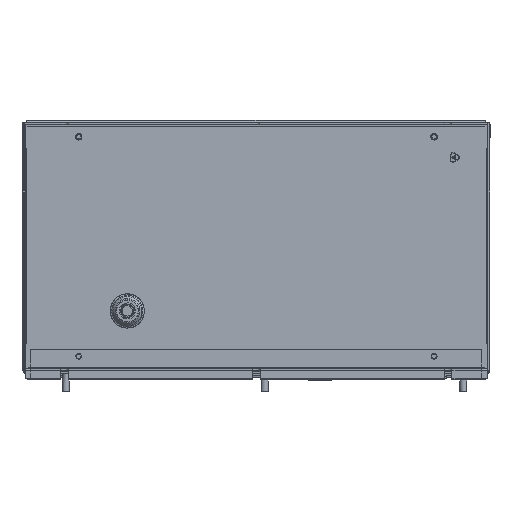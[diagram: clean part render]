
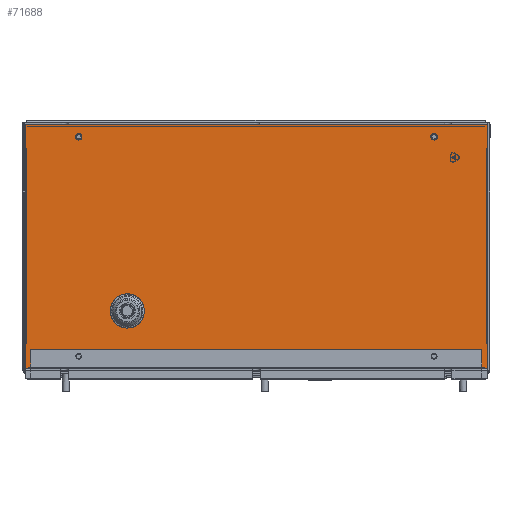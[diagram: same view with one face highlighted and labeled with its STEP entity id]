
A CAD part, front view. The second image highlights one B-rep face of the part: STEP entity #71688.
In plain terms, the highlighted free-form (B-spline) face has degree [1, 1] with [2, 2] control points.
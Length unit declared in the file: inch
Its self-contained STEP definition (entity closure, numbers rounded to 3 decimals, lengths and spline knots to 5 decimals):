
#69255=CARTESIAN_POINT('V4076',(-11.54682,
   4.61789,-8.534));
#69256=VERTEX_POINT('V4076',#69255);
#69262=CARTESIAN_POINT('E5820',(-11.54682,
   4.61789,-8.534));
#69263=CARTESIAN_POINT('E5820',(-11.54682,
   4.61789,-8.72279));
#69264=CARTESIAN_POINT('E5820',(-11.71032,
   4.61789,-8.6284));
#69265=CARTESIAN_POINT('E5820',(-11.87382,
   4.61789,-8.534));
#69266=CARTESIAN_POINT('E5820',(-11.71032,
   4.61789,-8.4396));
#69267=CARTESIAN_POINT('E5820',(-11.54682,
   4.61789,-8.34521));
#69268=CARTESIAN_POINT('E5820',(-11.54682,
   4.61789,-8.534));
#69276=(BOUNDED_CURVE()B_SPLINE_CURVE(2,(#69262,#69263,#69264,
   #69265,#69266,#69267,#69268),.CIRCULAR_ARC.,.T.,.U.)
   B_SPLINE_CURVE_WITH_KNOTS((3,2,2,3),(0.0,0.33333,
   0.66667,1.0),.UNSPECIFIED.)CURVE()
   GEOMETRIC_REPRESENTATION_ITEM()RATIONAL_B_SPLINE_CURVE((1.0,
   0.5,1.0,0.5,1.0,0.5,1.0)
   )REPRESENTATION_ITEM('E5820'));
#69277=EDGE_CURVE('E5820',#69256,#69256,#69276,.T.);
#69324=CARTESIAN_POINT('V4078',(-9.25582,4.61789,
   -6.875));
#69325=VERTEX_POINT('V4078',#69324);
#69331=CARTESIAN_POINT('E5823',(-9.25582,4.61789,
   -6.875));
#69332=CARTESIAN_POINT('E5823',(-9.25582,4.61789,
   -7.95753));
#69333=CARTESIAN_POINT('E5823',(-10.19332,
   4.61789,-7.41627));
#69334=CARTESIAN_POINT('E5823',(-11.13082,
   4.61789,-6.875));
#69335=CARTESIAN_POINT('E5823',(-10.19332,
   4.61789,-6.33373));
#69336=CARTESIAN_POINT('E5823',(-9.25582,4.61789,
   -5.79247));
#69337=CARTESIAN_POINT('E5823',(-9.25582,4.61789,
   -6.875));
#69345=(BOUNDED_CURVE()B_SPLINE_CURVE(2,(#69331,#69332,#69333,
   #69334,#69335,#69336,#69337),.CIRCULAR_ARC.,.T.,.U.)
   B_SPLINE_CURVE_WITH_KNOTS((3,2,2,3),(0.0,0.33333,
   0.66667,1.0),.UNSPECIFIED.)CURVE()
   GEOMETRIC_REPRESENTATION_ITEM()RATIONAL_B_SPLINE_CURVE((1.0,
   0.5,1.0,0.5,1.0,0.5,1.0)
   )REPRESENTATION_ITEM('E5823'));
#69346=EDGE_CURVE('E5823',#69325,#69325,#69345,.T.);
#69393=CARTESIAN_POINT('V4080',(-11.54682,
   4.61789,-0.516));
#69394=VERTEX_POINT('V4080',#69393);
#69400=CARTESIAN_POINT('E5826',(-11.54682,
   4.61789,-0.516));
#69401=CARTESIAN_POINT('E5826',(-11.54682,
   4.61789,-0.70479));
#69402=CARTESIAN_POINT('E5826',(-11.71032,
   4.61789,-0.6104));
#69403=CARTESIAN_POINT('E5826',(-11.87382,
   4.61789,-0.516));
#69404=CARTESIAN_POINT('E5826',(-11.71032,
   4.61789,-0.4216));
#69405=CARTESIAN_POINT('E5826',(-11.54682,
   4.61789,-0.32721));
#69406=CARTESIAN_POINT('E5826',(-11.54682,
   4.61789,-0.516));
#69414=(BOUNDED_CURVE()B_SPLINE_CURVE(2,(#69400,#69401,#69402,
   #69403,#69404,#69405,#69406),.CIRCULAR_ARC.,.T.,.U.)
   B_SPLINE_CURVE_WITH_KNOTS((3,2,2,3),(0.0,0.33333,
   0.66667,1.0),.UNSPECIFIED.)CURVE()
   GEOMETRIC_REPRESENTATION_ITEM()RATIONAL_B_SPLINE_CURVE((1.0,
   0.5,1.0,0.5,1.0,0.5,1.0)
   )REPRESENTATION_ITEM('E5826'));
#69415=EDGE_CURVE('E5826',#69394,#69394,#69414,.T.);
#69462=CARTESIAN_POINT('V4082',(1.42518,4.61789,
   -0.516));
#69463=VERTEX_POINT('V4082',#69462);
#69469=CARTESIAN_POINT('E5829',(1.42518,4.61789,
   -0.516));
#69470=CARTESIAN_POINT('E5829',(1.42518,4.61789,
   -0.70479));
#69471=CARTESIAN_POINT('E5829',(1.26168,4.61789,
   -0.6104));
#69472=CARTESIAN_POINT('E5829',(1.09818,4.61789,
   -0.516));
#69473=CARTESIAN_POINT('E5829',(1.26168,4.61789,
   -0.4216));
#69474=CARTESIAN_POINT('E5829',(1.42518,4.61789,
   -0.32721));
#69475=CARTESIAN_POINT('E5829',(1.42518,4.61789,
   -0.516));
#69483=(BOUNDED_CURVE()B_SPLINE_CURVE(2,(#69469,#69470,#69471,
   #69472,#69473,#69474,#69475),.CIRCULAR_ARC.,.T.,.U.)
   B_SPLINE_CURVE_WITH_KNOTS((3,2,2,3),(0.0,0.33333,
   0.66667,1.0),.UNSPECIFIED.)CURVE()
   GEOMETRIC_REPRESENTATION_ITEM()RATIONAL_B_SPLINE_CURVE((1.0,
   0.5,1.0,0.5,1.0,0.5,1.0)
   )REPRESENTATION_ITEM('E5829'));
#69484=EDGE_CURVE('E5829',#69463,#69463,#69483,.T.);
#69531=CARTESIAN_POINT('V4084',(1.42518,4.61789,
   -8.534));
#69532=VERTEX_POINT('V4084',#69531);
#69538=CARTESIAN_POINT('E5832',(1.42518,4.61789,
   -8.534));
#69539=CARTESIAN_POINT('E5832',(1.42518,4.61789,
   -8.72279));
#69540=CARTESIAN_POINT('E5832',(1.26168,4.61789,
   -8.6284));
#69541=CARTESIAN_POINT('E5832',(1.09818,4.61789,
   -8.534));
#69542=CARTESIAN_POINT('E5832',(1.26168,4.61789,
   -8.4396));
#69543=CARTESIAN_POINT('E5832',(1.42518,4.61789,
   -8.34521));
#69544=CARTESIAN_POINT('E5832',(1.42518,4.61789,
   -8.534));
#69552=(BOUNDED_CURVE()B_SPLINE_CURVE(2,(#69538,#69539,#69540,
   #69541,#69542,#69543,#69544),.CIRCULAR_ARC.,.T.,.U.)
   B_SPLINE_CURVE_WITH_KNOTS((3,2,2,3),(0.0,0.33333,
   0.66667,1.0),.UNSPECIFIED.)CURVE()
   GEOMETRIC_REPRESENTATION_ITEM()RATIONAL_B_SPLINE_CURVE((1.0,
   0.5,1.0,0.5,1.0,0.5,1.0)
   )REPRESENTATION_ITEM('E5832'));
#69553=EDGE_CURVE('E5832',#69532,#69532,#69552,.T.);
#70101=CARTESIAN_POINT('V3998',(-13.61282,
   4.61789,-0.072));
#70102=VERTEX_POINT('V3998',#70101);
#70116=CARTESIAN_POINT('V3964',(3.27318,4.61789,
   -0.072));
#70117=VERTEX_POINT('V3964',#70116);
#70118=CARTESIAN_POINT('E5836',(3.27318,4.61789,
   -0.072));
#70119=CARTESIAN_POINT('E5836',(-13.61282,
   4.61789,-0.072));
#70120=QUASI_UNIFORM_CURVE('E5836',1,(#70118,#70119),.POLYLINE_FORM.,
   .F.,.U.);
#70121=EDGE_CURVE('E5836',#70117,#70102,#70120,.T.);
#70488=CARTESIAN_POINT('V3950',(3.27318,4.61789,
   -8.978));
#70489=VERTEX_POINT('V3950',#70488);
#70490=CARTESIAN_POINT('E5835',(3.27318,4.61789,
   -8.978));
#70491=CARTESIAN_POINT('E5835',(3.27318,4.61789,
   -0.072));
#70492=QUASI_UNIFORM_CURVE('E5835',1,(#70490,#70491),.POLYLINE_FORM.,
   .F.,.U.);
#70493=EDGE_CURVE('E5835',#70489,#70117,#70492,.T.);
#71634=CARTESIAN_POINT('V4012',(-13.61282,
   4.61789,-8.978));
#71635=VERTEX_POINT('V4012',#71634);
#71636=CARTESIAN_POINT('E5834',(-13.61282,
   4.61789,-8.978));
#71637=CARTESIAN_POINT('E5834',(3.27318,4.61789,
   -8.978));
#71638=QUASI_UNIFORM_CURVE('E5834',1,(#71636,#71637),.POLYLINE_FORM.,
   .F.,.U.);
#71639=EDGE_CURVE('E5834',#71635,#70489,#71638,.T.);
#71658=CARTESIAN_POINT('F1830',(-13.61282,
   4.61789,-0.072));
#71659=CARTESIAN_POINT('F1830',(-13.61282,
   4.61789,-8.978));
#71660=CARTESIAN_POINT('F1830',(3.27318,4.61789,
   -0.072));
#71661=CARTESIAN_POINT('F1830',(3.27318,4.61789,
   -8.978));
#71662=B_SPLINE_SURFACE_WITH_KNOTS('F1830',1,1,((#71658,#71660),(
   #71659,#71661)),.PLANE_SURF.,.F.,.F.,.U.,(2,2),(2,2),(
   0.00013,0.99987),(0.00013,
   1.89565),.UNSPECIFIED.);
#71663=CARTESIAN_POINT('E5833',(-13.61282,
   4.61789,-0.072));
#71664=CARTESIAN_POINT('E5833',(-13.61282,
   4.61789,-8.978));
#71665=QUASI_UNIFORM_CURVE('E5833',1,(#71663,#71664),.POLYLINE_FORM.,
   .F.,.U.);
#71666=EDGE_CURVE('E5833',#70102,#71635,#71665,.T.);
#71667=ORIENTED_EDGE('E5833',*,*,#71666,.T.);
#71668=ORIENTED_EDGE('E5834',*,*,#71639,.T.);
#71669=ORIENTED_EDGE('E5835',*,*,#70493,.T.);
#71670=ORIENTED_EDGE('E5836',*,*,#70121,.T.);
#71671=EDGE_LOOP('F1830',(#71667,#71668,#71669,#71670));
#71672=FACE_OUTER_BOUND('F1830',#71671,.T.);
#71673=ORIENTED_EDGE('E5832',*,*,#69553,.T.);
#71674=EDGE_LOOP('F1830',(#71673));
#71675=FACE_BOUND('F1830',#71674,.T.);
#71676=ORIENTED_EDGE('E5829',*,*,#69484,.T.);
#71677=EDGE_LOOP('F1830',(#71676));
#71678=FACE_BOUND('F1830',#71677,.T.);
#71679=ORIENTED_EDGE('E5826',*,*,#69415,.T.);
#71680=EDGE_LOOP('F1830',(#71679));
#71681=FACE_BOUND('F1830',#71680,.T.);
#71682=ORIENTED_EDGE('E5823',*,*,#69346,.T.);
#71683=EDGE_LOOP('F1830',(#71682));
#71684=FACE_BOUND('F1830',#71683,.T.);
#71685=ORIENTED_EDGE('E5820',*,*,#69277,.T.);
#71686=EDGE_LOOP('F1830',(#71685));
#71687=FACE_BOUND('F1830',#71686,.T.);
#71688=ADVANCED_FACE('F1830',(#71672,#71675,#71678,#71681,#71684,
   #71687),#71662,.T.);
